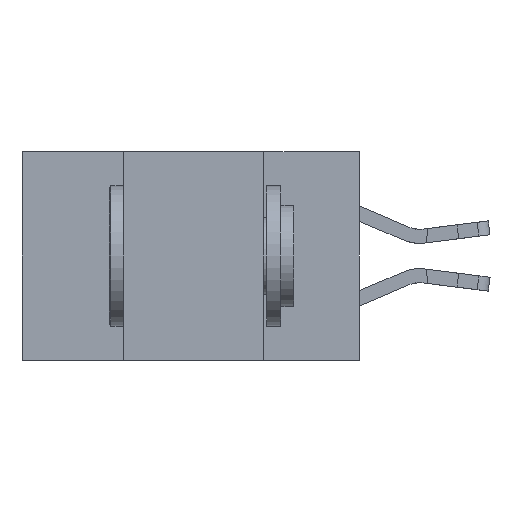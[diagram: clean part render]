
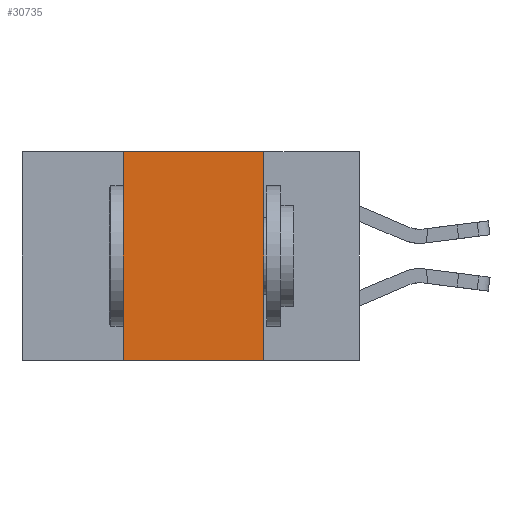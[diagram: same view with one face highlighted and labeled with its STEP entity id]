
A CAD part, left-side view. The second image highlights one B-rep face of the part: STEP entity #30735.
In plain terms, the highlighted planar face has unit normal (-1, 0, 0).
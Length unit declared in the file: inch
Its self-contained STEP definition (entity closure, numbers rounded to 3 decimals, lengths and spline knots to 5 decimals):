
#944 = CARTESIAN_POINT ( 'NONE',  ( 0., 0.17, 0. ) ) ;
#1787 = EDGE_CURVE ( 'NONE', #23027, #30587, #31031, .T. ) ;
#4772 = ORIENTED_EDGE ( 'NONE', *, *, #24094, .F. ) ;
#5164 = DIRECTION ( 'NONE',  ( 0., -1., 0. ) ) ;
#7036 = ORIENTED_EDGE ( 'NONE', *, *, #24916, .F. ) ;
#8086 = DIRECTION ( 'NONE',  ( 0., 0., 1. ) ) ;
#8602 = LINE ( 'NONE', #13725, #18830 ) ;
#8782 = DIRECTION ( 'NONE',  ( 0., 0., -1. ) ) ;
#11051 = VERTEX_POINT ( 'NONE', #20065 ) ;
#13452 = VERTEX_POINT ( 'NONE', #22851 ) ;
#13725 = CARTESIAN_POINT ( 'NONE',  ( 0., 0.6, 0. ) ) ;
#14253 = PLANE ( 'NONE',  #30790 ) ;
#14610 = DIRECTION ( 'NONE',  ( 0., 0., -1. ) ) ;
#15456 = LINE ( 'NONE', #20543, #23748 ) ;
#16838 = VECTOR ( 'NONE', #8086, 39.37008 ) ;
#16920 = CARTESIAN_POINT ( 'NONE',  ( 0., 0.6, 0. ) ) ;
#17731 = EDGE_LOOP ( 'NONE', ( #4772, #7036, #30224, #24645 ) ) ;
#18830 = VECTOR ( 'NONE', #31414, 39.37008 ) ;
#20065 = CARTESIAN_POINT ( 'NONE',  ( 0., 0.17, -0.37 ) ) ;
#20529 = VECTOR ( 'NONE', #8782, 39.37008 ) ;
#20543 = CARTESIAN_POINT ( 'NONE',  ( 0., 0.6, -0.37 ) ) ;
#21295 = CARTESIAN_POINT ( 'NONE',  ( 0., 0.42, -0.37 ) ) ;
#22851 = CARTESIAN_POINT ( 'NONE',  ( 0., 0.17, 0. ) ) ;
#23027 = VERTEX_POINT ( 'NONE', #21295 ) ;
#23227 = CARTESIAN_POINT ( 'NONE',  ( 0., 0.42, 0. ) ) ;
#23382 = FACE_OUTER_BOUND ( 'NONE', #17731, .T. ) ;
#23748 = VECTOR ( 'NONE', #5164, 39.37008 ) ;
#24094 = EDGE_CURVE ( 'NONE', #13452, #11051, #25310, .T. ) ;
#24550 = DIRECTION ( 'NONE',  ( 1., 0., 0. ) ) ;
#24645 = ORIENTED_EDGE ( 'NONE', *, *, #31065, .T. ) ;
#24916 = EDGE_CURVE ( 'NONE', #30587, #13452, #8602, .T. ) ;
#25310 = LINE ( 'NONE', #944, #20529 ) ;
#28932 = CARTESIAN_POINT ( 'NONE',  ( 0., 0.42, 0. ) ) ;
#30224 = ORIENTED_EDGE ( 'NONE', *, *, #1787, .F. ) ;
#30587 = VERTEX_POINT ( 'NONE', #28932 ) ;
#30735 = ADVANCED_FACE ( 'NONE', ( #23382 ), #14253, .F. ) ;
#30790 = AXIS2_PLACEMENT_3D ( 'NONE', #16920, #24550, #14610 ) ;
#31031 = LINE ( 'NONE', #23227, #16838 ) ;
#31065 = EDGE_CURVE ( 'NONE', #23027, #11051, #15456, .T. ) ;
#31414 = DIRECTION ( 'NONE',  ( 0., -1., 0. ) ) ;
